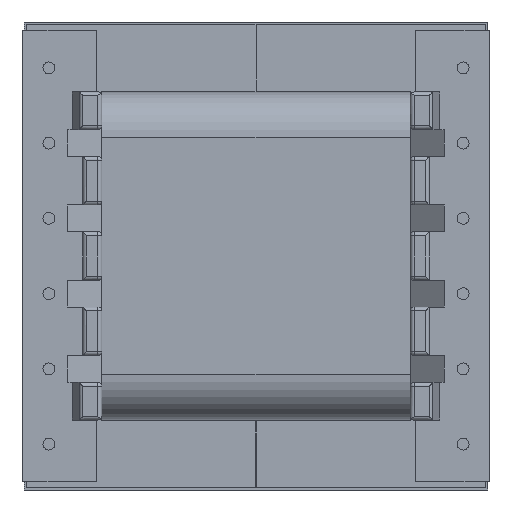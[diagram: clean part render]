
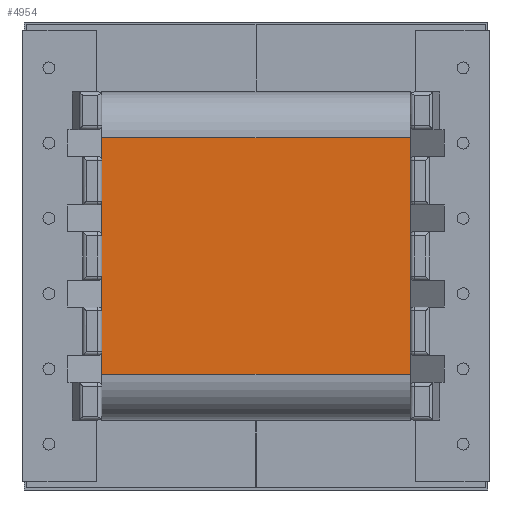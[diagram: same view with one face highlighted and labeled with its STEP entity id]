
A CAD part, front view. The second image highlights one B-rep face of the part: STEP entity #4954.
In plain terms, the highlighted planar face has unit normal (0, -1, 0).
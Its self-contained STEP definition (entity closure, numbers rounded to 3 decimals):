
#215 = ORIENTED_EDGE ( 'NONE', *, *, #414, .T. ) ;
#414 = EDGE_CURVE ( 'NONE', #7531, #7938, #1069, .T. ) ;
#588 = VERTEX_POINT ( 'NONE', #2686 ) ;
#867 = VERTEX_POINT ( 'NONE', #2679 ) ;
#1069 = LINE ( 'NONE', #3003, #4486 ) ;
#1110 = DIRECTION ( 'NONE',  ( 1., 0., 0. ) ) ;
#1913 = CARTESIAN_POINT ( 'NONE',  ( 0.25, -9.3, -20.5 ) ) ;
#2149 = ORIENTED_EDGE ( 'NONE', *, *, #2572, .F. ) ;
#2167 = CARTESIAN_POINT ( 'NONE',  ( 15.96, -9.3, -20.5 ) ) ;
#2542 = LINE ( 'NONE', #7947, #5980 ) ;
#2572 = EDGE_CURVE ( 'NONE', #7531, #588, #6656, .T. ) ;
#2613 = CARTESIAN_POINT ( 'NONE',  ( 0.25, -9.3, -20.5 ) ) ;
#2679 = CARTESIAN_POINT ( 'NONE',  ( 15.96, -9.3, 0. ) ) ;
#2686 = CARTESIAN_POINT ( 'NONE',  ( 0.25, -9.3, 0. ) ) ;
#2767 = DIRECTION ( 'NONE',  ( 1., 0., 0. ) ) ;
#3003 = CARTESIAN_POINT ( 'NONE',  ( 0.25, -9.3, -20.5 ) ) ;
#3105 = CARTESIAN_POINT ( 'NONE',  ( 0.25, -9.3, -20.5 ) ) ;
#3277 = DIRECTION ( 'NONE',  ( 0., -1., 0. ) ) ;
#3840 = CARTESIAN_POINT ( 'NONE',  ( 15.96, -9.3, -20.5 ) ) ;
#4205 = VECTOR ( 'NONE', #5423, 1000. ) ;
#4298 = EDGE_CURVE ( 'NONE', #588, #867, #2542, .T. ) ;
#4486 = VECTOR ( 'NONE', #2767, 1000. ) ;
#4808 = ORIENTED_EDGE ( 'NONE', *, *, #4298, .F. ) ;
#4954 = ADVANCED_FACE ( 'NONE', ( #8334 ), #6683, .T. ) ;
#5423 = DIRECTION ( 'NONE',  ( 0., 0., 1. ) ) ;
#5743 = EDGE_CURVE ( 'NONE', #7938, #867, #8847, .T. ) ;
#5980 = VECTOR ( 'NONE', #1110, 1000. ) ;
#6209 = EDGE_LOOP ( 'NONE', ( #4808, #2149, #215, #7383 ) ) ;
#6656 = LINE ( 'NONE', #3105, #4205 ) ;
#6683 = PLANE ( 'NONE',  #8265 ) ;
#6955 = DIRECTION ( 'NONE',  ( 0., 0., 1. ) ) ;
#7021 = VECTOR ( 'NONE', #6955, 1000. ) ;
#7383 = ORIENTED_EDGE ( 'NONE', *, *, #5743, .T. ) ;
#7531 = VERTEX_POINT ( 'NONE', #2613 ) ;
#7938 = VERTEX_POINT ( 'NONE', #3840 ) ;
#7947 = CARTESIAN_POINT ( 'NONE',  ( 0.25, -9.3, 0. ) ) ;
#8079 = DIRECTION ( 'NONE',  ( 1., 0., 0. ) ) ;
#8265 = AXIS2_PLACEMENT_3D ( 'NONE', #1913, #3277, #8079 ) ;
#8334 = FACE_OUTER_BOUND ( 'NONE', #6209, .T. ) ;
#8847 = LINE ( 'NONE', #2167, #7021 ) ;
